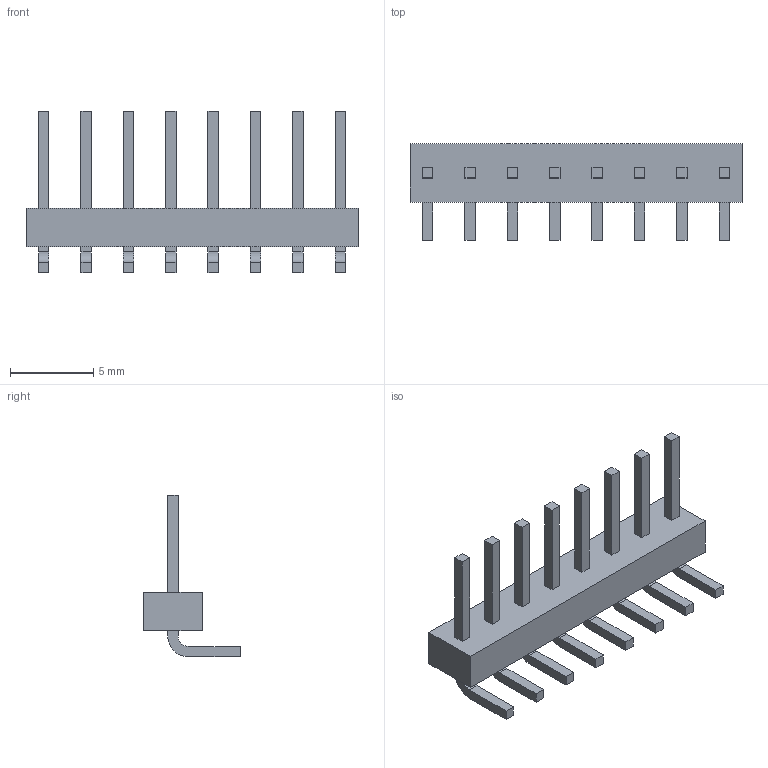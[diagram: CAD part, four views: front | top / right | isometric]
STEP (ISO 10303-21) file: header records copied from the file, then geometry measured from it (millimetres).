
FILE_DESCRIPTION((''),'2;1');
FILE_NAME('C-5-103765-8','2016-04-28T',('workeradm'),('Tyco Electronics Ltd.'),'CREO PARAMETRIC BY PTC INC, 2015200','CREO PARAMETRIC BY PTC INC, 2015200','');
FILE_SCHEMA(('AUTOMOTIVE_DESIGN { 1 0 10303 214 1 1 1 1 }'));
Length unit declared in the file: millimetre
Products named in the file (1): C-5-103765-8
Bounding box: 19.91 x 5.79 x 9.71 mm (x, y, z)
Volume: 192.9 mm3; surface area: 460.6 mm2
Topology: 1 solids, 1 shells, 118 faces, 300 edges, 200 vertices
Faces by surface type: plane 102, cylinder 16
Entity records: 3560 total; most frequent: CARTESIAN_POINT 620, ORIENTED_EDGE 600, DIRECTION 568, EDGE_CURVE 300, VECTOR 268, LINE 268, VERTEX_POINT 200, AXIS2_PLACEMENT_3D 150
